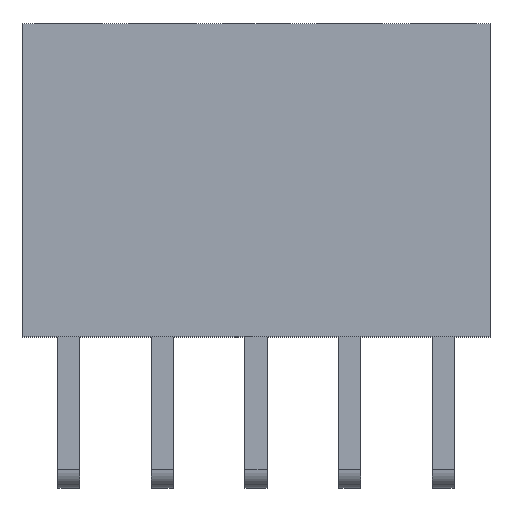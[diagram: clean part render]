
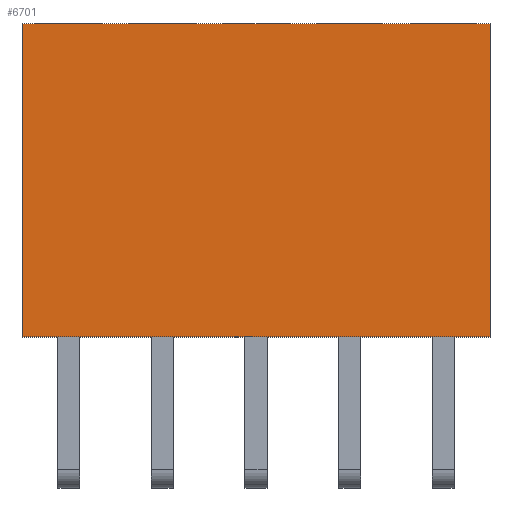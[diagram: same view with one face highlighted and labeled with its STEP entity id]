
A CAD part, top view. The second image highlights one B-rep face of the part: STEP entity #6701.
In plain terms, the highlighted planar face has unit normal (0, 0, 1).
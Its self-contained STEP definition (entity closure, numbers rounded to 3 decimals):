
#509 = LINE ( 'NONE', #4233, #4361 ) ;
#1019 = ORIENTED_EDGE ( 'NONE', *, *, #1078, .T. ) ;
#1078 = EDGE_CURVE ( 'NONE', #3826, #7028, #2584, .T. ) ;
#1667 = DIRECTION ( 'NONE',  ( -1., 0., 0. ) ) ;
#1697 = CARTESIAN_POINT ( 'NONE',  ( -12.7, 0., 0. ) ) ;
#1978 = CARTESIAN_POINT ( 'NONE',  ( -12.7, 7.75, 0. ) ) ;
#2354 = EDGE_CURVE ( 'NONE', #8142, #3826, #4774, .T. ) ;
#2584 = LINE ( 'NONE', #5752, #5299 ) ;
#2624 = DIRECTION ( 'NONE',  ( 0., -1., 0. ) ) ;
#3044 = DIRECTION ( 'NONE',  ( 0., 1., 0. ) ) ;
#3531 = LINE ( 'NONE', #7212, #7687 ) ;
#3541 = DIRECTION ( 'NONE',  ( 0., 0., 1. ) ) ;
#3577 = ORIENTED_EDGE ( 'NONE', *, *, #2354, .T. ) ;
#3826 = VERTEX_POINT ( 'NONE', #1978 ) ;
#3890 = AXIS2_PLACEMENT_3D ( 'NONE', #1697, #3541, #7482 ) ;
#4071 = DIRECTION ( 'NONE',  ( 1., 0., 0. ) ) ;
#4233 = CARTESIAN_POINT ( 'NONE',  ( 0., 0., 0. ) ) ;
#4254 = PLANE ( 'NONE',  #3890 ) ;
#4361 = VECTOR ( 'NONE', #3044, 1000. ) ;
#4577 = ORIENTED_EDGE ( 'NONE', *, *, #5122, .T. ) ;
#4720 = ORIENTED_EDGE ( 'NONE', *, *, #4859, .T. ) ;
#4774 = LINE ( 'NONE', #7322, #7639 ) ;
#4859 = EDGE_CURVE ( 'NONE', #7028, #7149, #3531, .T. ) ;
#5122 = EDGE_CURVE ( 'NONE', #7149, #8142, #509, .T. ) ;
#5299 = VECTOR ( 'NONE', #2624, 1000. ) ;
#5752 = CARTESIAN_POINT ( 'NONE',  ( -12.7, 0., 0. ) ) ;
#5991 = CARTESIAN_POINT ( 'NONE',  ( 0., -0.75, 0. ) ) ;
#6019 = FACE_OUTER_BOUND ( 'NONE', #7348, .T. ) ;
#6691 = CARTESIAN_POINT ( 'NONE',  ( -12.7, -0.75, 0. ) ) ;
#6701 = ADVANCED_FACE ( 'NONE', ( #6019 ), #4254, .T. ) ;
#7028 = VERTEX_POINT ( 'NONE', #6691 ) ;
#7149 = VERTEX_POINT ( 'NONE', #5991 ) ;
#7212 = CARTESIAN_POINT ( 'NONE',  ( -12.7, -0.75, 0. ) ) ;
#7322 = CARTESIAN_POINT ( 'NONE',  ( -12.7, 7.75, 0. ) ) ;
#7348 = EDGE_LOOP ( 'NONE', ( #1019, #4720, #4577, #3577 ) ) ;
#7482 = DIRECTION ( 'NONE',  ( 1., 0., 0. ) ) ;
#7639 = VECTOR ( 'NONE', #1667, 1000. ) ;
#7687 = VECTOR ( 'NONE', #4071, 1000. ) ;
#7713 = CARTESIAN_POINT ( 'NONE',  ( 0., 7.75, 0. ) ) ;
#8142 = VERTEX_POINT ( 'NONE', #7713 ) ;
